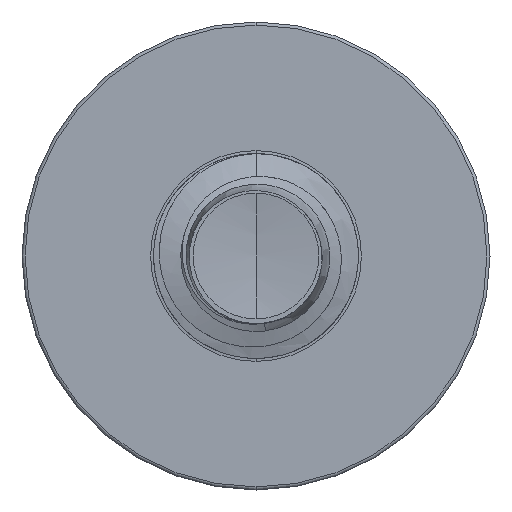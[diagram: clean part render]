
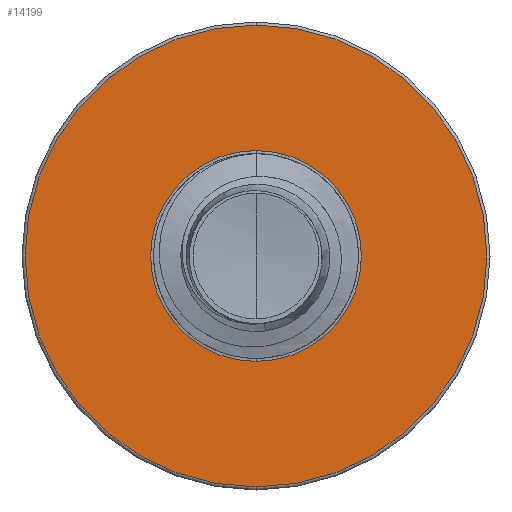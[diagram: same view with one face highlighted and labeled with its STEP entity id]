
A CAD part, front view. The second image highlights one B-rep face of the part: STEP entity #14199.
In plain terms, the highlighted planar face has unit normal (0, -1, 0).
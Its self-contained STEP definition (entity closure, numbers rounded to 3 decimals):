
#58 = CARTESIAN_POINT ( 'NONE',  ( 0., 4., 0. ) ) ;
#59 = FACE_BOUND ( 'NONE', #15605, .T. ) ;
#330 = CIRCLE ( 'NONE', #4024, 1.579 ) ;
#899 = EDGE_LOOP ( 'NONE', ( #7876, #16294 ) ) ;
#1510 = DIRECTION ( 'NONE',  ( 0., 0., 1. ) ) ;
#1726 = DIRECTION ( 'NONE',  ( 0., 0., 1. ) ) ;
#2423 = PLANE ( 'NONE',  #8540 ) ;
#3070 = CARTESIAN_POINT ( 'NONE',  ( 0., 4., 0.721 ) ) ;
#3157 = DIRECTION ( 'NONE',  ( 0., 1., 0. ) ) ;
#3793 = VERTEX_POINT ( 'NONE', #4344 ) ;
#3979 = ORIENTED_EDGE ( 'NONE', *, *, #19496, .T. ) ;
#4024 = AXIS2_PLACEMENT_3D ( 'NONE', #58, #11181, #1726 ) ;
#4042 = EDGE_CURVE ( 'NONE', #3793, #15251, #7486, .T. ) ;
#4344 = CARTESIAN_POINT ( 'NONE',  ( 0., 4., 1.579 ) ) ;
#4673 = CARTESIAN_POINT ( 'NONE',  ( 0., 4., -1.579 ) ) ;
#5185 = AXIS2_PLACEMENT_3D ( 'NONE', #12489, #3157, #13920 ) ;
#5664 = DIRECTION ( 'NONE',  ( 0., 1., 0. ) ) ;
#6052 = VERTEX_POINT ( 'NONE', #12306 ) ;
#6239 = AXIS2_PLACEMENT_3D ( 'NONE', #19618, #10992, #1510 ) ;
#6442 = EDGE_CURVE ( 'NONE', #15361, #6052, #12886, .T. ) ;
#6479 = EDGE_CURVE ( 'NONE', #15251, #3793, #330, .T. ) ;
#7486 = CIRCLE ( 'NONE', #11825, 1.579 ) ;
#7876 = ORIENTED_EDGE ( 'NONE', *, *, #4042, .F. ) ;
#8019 = CARTESIAN_POINT ( 'NONE',  ( 0., 4., 0. ) ) ;
#8469 = FACE_OUTER_BOUND ( 'NONE', #899, .T. ) ;
#8540 = AXIS2_PLACEMENT_3D ( 'NONE', #10329, #5664, #13272 ) ;
#9537 = DIRECTION ( 'NONE',  ( 0., 0., 1. ) ) ;
#10100 = CIRCLE ( 'NONE', #5185, 0.721 ) ;
#10329 = CARTESIAN_POINT ( 'NONE',  ( 0., 4., -0.721 ) ) ;
#10656 = ORIENTED_EDGE ( 'NONE', *, *, #6442, .T. ) ;
#10992 = DIRECTION ( 'NONE',  ( 0., 1., 0. ) ) ;
#11181 = DIRECTION ( 'NONE',  ( 0., 1., 0. ) ) ;
#11825 = AXIS2_PLACEMENT_3D ( 'NONE', #8019, #18165, #9537 ) ;
#12306 = CARTESIAN_POINT ( 'NONE',  ( 0., 4., -0.721 ) ) ;
#12489 = CARTESIAN_POINT ( 'NONE',  ( 0., 4., 0. ) ) ;
#12886 = CIRCLE ( 'NONE', #6239, 0.721 ) ;
#13272 = DIRECTION ( 'NONE',  ( 0., 0., 1. ) ) ;
#13920 = DIRECTION ( 'NONE',  ( 0., 0., 1. ) ) ;
#14199 = ADVANCED_FACE ( 'NONE', ( #8469, #59 ), #2423, .F. ) ;
#15251 = VERTEX_POINT ( 'NONE', #4673 ) ;
#15361 = VERTEX_POINT ( 'NONE', #3070 ) ;
#15605 = EDGE_LOOP ( 'NONE', ( #10656, #3979 ) ) ;
#16294 = ORIENTED_EDGE ( 'NONE', *, *, #6479, .F. ) ;
#18165 = DIRECTION ( 'NONE',  ( 0., 1., 0. ) ) ;
#19496 = EDGE_CURVE ( 'NONE', #6052, #15361, #10100, .T. ) ;
#19618 = CARTESIAN_POINT ( 'NONE',  ( 0., 4., 0. ) ) ;
